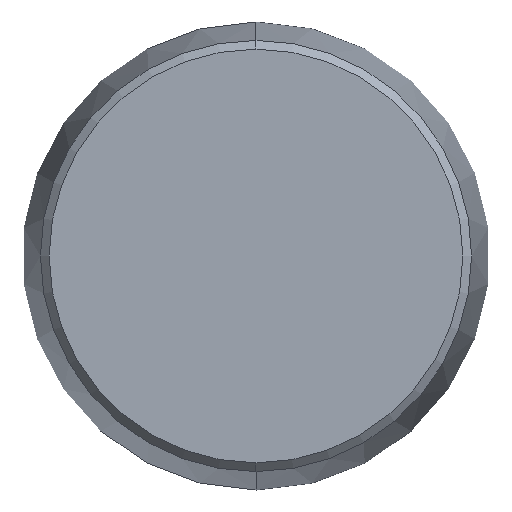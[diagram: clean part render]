
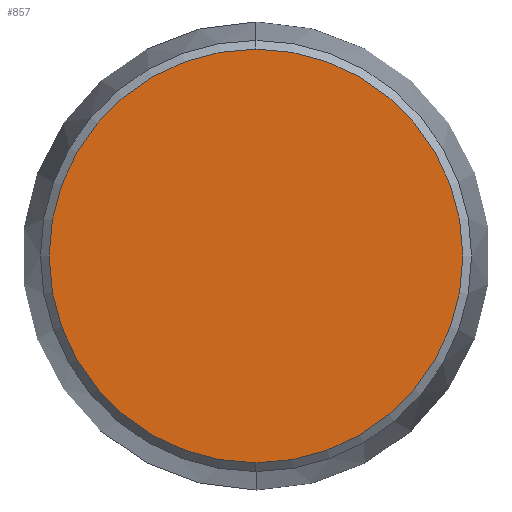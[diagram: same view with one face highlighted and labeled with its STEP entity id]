
A CAD part, left-side view. The second image highlights one B-rep face of the part: STEP entity #857.
In plain terms, the highlighted planar face has unit normal (-1, 0, 0).
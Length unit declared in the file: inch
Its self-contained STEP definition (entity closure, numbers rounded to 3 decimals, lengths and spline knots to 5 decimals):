
#39 = AXIS2_PLACEMENT_3D ( 'NONE', #139, #1033, #1937 ) ;
#139 = CARTESIAN_POINT ( 'NONE',  ( 0., 0., 0. ) ) ;
#182 = EDGE_LOOP ( 'NONE', ( #221, #1404 ) ) ;
#221 = ORIENTED_EDGE ( 'NONE', *, *, #360, .F. ) ;
#306 = AXIS2_PLACEMENT_3D ( 'NONE', #1581, #674, #1742 ) ;
#360 = EDGE_CURVE ( 'NONE', #877, #893, #416, .T. ) ;
#367 = CARTESIAN_POINT ( 'NONE',  ( 0., 0., 0.02495 ) ) ;
#416 = CIRCLE ( 'NONE', #39, 0.02495 ) ;
#638 = PLANE ( 'NONE',  #785 ) ;
#674 = DIRECTION ( 'NONE',  ( 1., 0., 0. ) ) ;
#751 = FACE_OUTER_BOUND ( 'NONE', #182, .T. ) ;
#785 = AXIS2_PLACEMENT_3D ( 'NONE', #867, #1097, #950 ) ;
#857 = ADVANCED_FACE ( 'NONE', ( #751 ), #638, .F. ) ;
#867 = CARTESIAN_POINT ( 'NONE',  ( 0., -0.02045, 0. ) ) ;
#877 = VERTEX_POINT ( 'NONE', #367 ) ;
#893 = VERTEX_POINT ( 'NONE', #1250 ) ;
#950 = DIRECTION ( 'NONE',  ( 0., 0., 1. ) ) ;
#1033 = DIRECTION ( 'NONE',  ( 1., 0., 0. ) ) ;
#1097 = DIRECTION ( 'NONE',  ( 1., 0., 0. ) ) ;
#1142 = CIRCLE ( 'NONE', #306, 0.02495 ) ;
#1250 = CARTESIAN_POINT ( 'NONE',  ( 0., 0., -0.02495 ) ) ;
#1404 = ORIENTED_EDGE ( 'NONE', *, *, #1559, .F. ) ;
#1559 = EDGE_CURVE ( 'NONE', #893, #877, #1142, .T. ) ;
#1581 = CARTESIAN_POINT ( 'NONE',  ( 0., 0., 0. ) ) ;
#1742 = DIRECTION ( 'NONE',  ( 0., 0., 1. ) ) ;
#1937 = DIRECTION ( 'NONE',  ( 0., 0., 1. ) ) ;
